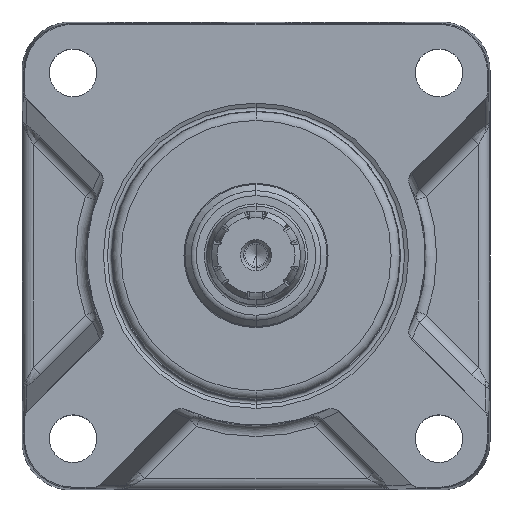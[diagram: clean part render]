
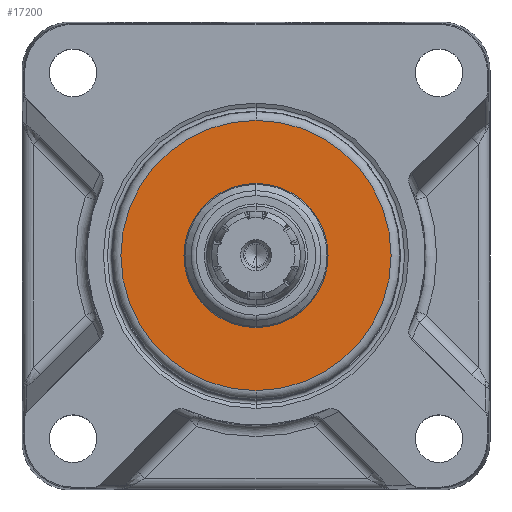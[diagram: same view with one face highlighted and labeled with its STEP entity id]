
A CAD part, top view. The second image highlights one B-rep face of the part: STEP entity #17200.
In plain terms, the highlighted planar face has unit normal (0, 0, 1).
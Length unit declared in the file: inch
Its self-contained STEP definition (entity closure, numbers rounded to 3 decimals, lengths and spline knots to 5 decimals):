
#1863=CARTESIAN_POINT('',(0.,0.,5.43));
#1864=DIRECTION('',(0.,0.,1.));
#1865=DIRECTION('',(0.,1.,0.));
#1866=AXIS2_PLACEMENT_3D('',#1863,#1864,#1865);
#1878=CARTESIAN_POINT('',(0.,0.,5.43));
#1879=DIRECTION('',(0.,0.,1.));
#1880=DIRECTION('',(-1.,0.,0.));
#1881=AXIS2_PLACEMENT_3D('',#1878,#1879,#1880);
#1883=CARTESIAN_POINT('',(0.,0.,5.43));
#1884=DIRECTION('',(0.,0.,1.));
#1885=DIRECTION('',(1.,0.,0.));
#1886=AXIS2_PLACEMENT_3D('',#1883,#1884,#1885);
#1888=CARTESIAN_POINT('',(0.,0.,5.43));
#1889=DIRECTION('',(0.,0.,1.));
#1890=DIRECTION('',(0.,-1.,0.));
#1891=AXIS2_PLACEMENT_3D('',#1888,#1889,#1890);
#13798=CARTESIAN_POINT('',(0.,-1.5175,5.43));
#13799=CARTESIAN_POINT('',(0.,1.5175,5.43));
#13800=VERTEX_POINT('',#13798);
#13801=VERTEX_POINT('',#13799);
#14413=CARTESIAN_POINT('',(-0.80955,0.,5.43));
#14414=CARTESIAN_POINT('',(0.80955,0.,5.43));
#14415=VERTEX_POINT('',#14413);
#14416=VERTEX_POINT('',#14414);
#17184=CARTESIAN_POINT('',(3.2638,-1.87653,5.43));
#17185=DIRECTION('',(0.,0.,-1.));
#17186=DIRECTION('',(0.,1.,0.));
#17187=AXIS2_PLACEMENT_3D('',#17184,#17185,#17186);
#17188=PLANE('',#17187);
#17190=ORIENTED_EDGE('',*,*,#17189,.F.);
#17191=ORIENTED_EDGE('',*,*,#17174,.F.);
#17192=EDGE_LOOP('',(#17190,#17191));
#17193=FACE_OUTER_BOUND('',#17192,.F.);
#17195=ORIENTED_EDGE('',*,*,#17194,.T.);
#17197=ORIENTED_EDGE('',*,*,#17196,.T.);
#17198=EDGE_LOOP('',(#17195,#17197));
#17199=FACE_BOUND('',#17198,.F.);
#1867=CIRCLE('',#1866,1.5175);
#1882=CIRCLE('',#1881,0.80955);
#1887=CIRCLE('',#1886,0.80955);
#1892=CIRCLE('',#1891,1.5175);
#17174=EDGE_CURVE('',#13801,#13800,#1867,.T.);
#17189=EDGE_CURVE('',#13800,#13801,#1892,.T.);
#17194=EDGE_CURVE('',#14415,#14416,#1882,.T.);
#17196=EDGE_CURVE('',#14416,#14415,#1887,.T.);
#17200=ADVANCED_FACE('',(#17193,#17199),#17188,.F.);
